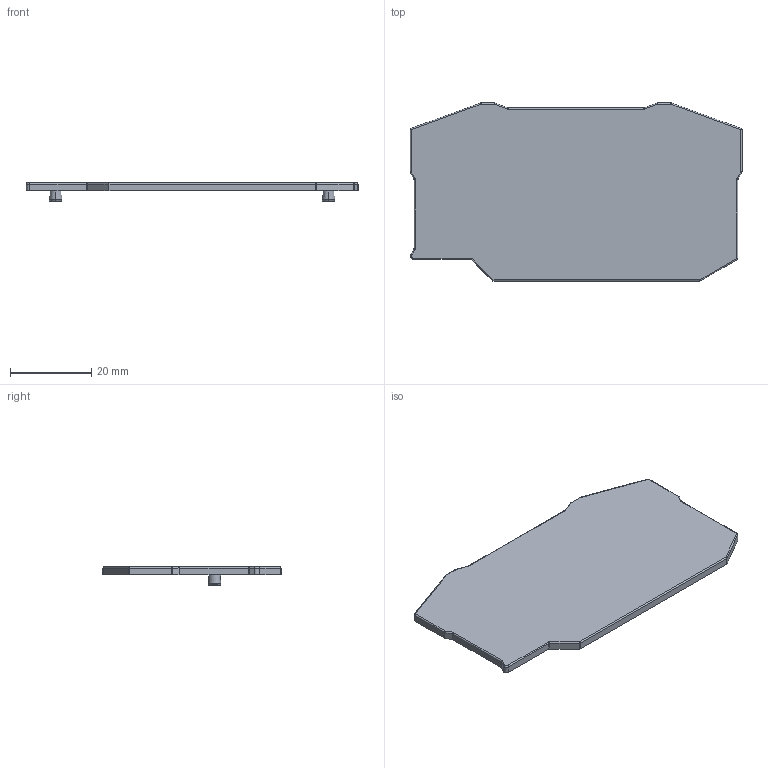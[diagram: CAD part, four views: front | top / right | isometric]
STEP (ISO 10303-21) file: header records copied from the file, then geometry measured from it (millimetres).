
FILE_DESCRIPTION((''),'2;1');
FILE_NAME('ZRK160AP_STEP','2009-06-16T',('Stollb'),(''),'PRO/ENGINEER BY PARAMETRIC TECHNOLOGY CORPORATION, 2007390','PRO/ENGINEER BY PARAMETRIC TECHNOLOGY CORPORATION, 2007390','');
FILE_SCHEMA(('CONFIG_CONTROL_DESIGN'));
Length unit declared in the file: millimetre
Products named in the file (1): ZRK160AP_STEP
Bounding box: 81.5 x 43.7 x 4.5 mm (x, y, z)
Volume: 6506.1 mm3; surface area: 6993.3 mm2
Topology: 1 solids, 1 shells, 98 faces, 223 edges, 131 vertices
Faces by surface type: cylinder 40, plane 24, torus 15, sphere 11, cone 8
Entity records: 2782 total; most frequent: DIRECTION 540, CARTESIAN_POINT 452, ORIENTED_EDGE 446, EDGE_CURVE 223, AXIS2_PLACEMENT_3D 219, VERTEX_POINT 131, CIRCLE 121, VECTOR 102
